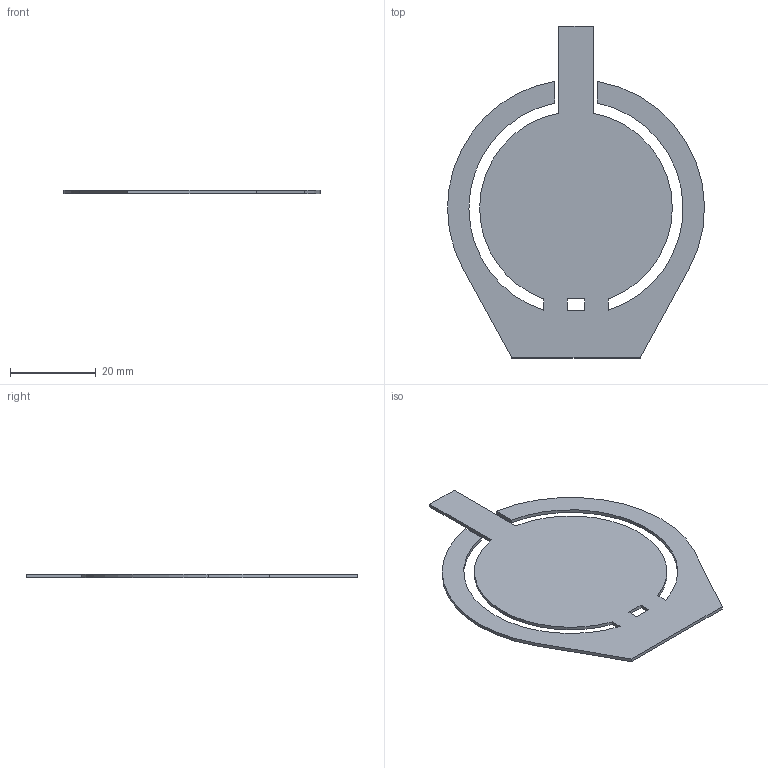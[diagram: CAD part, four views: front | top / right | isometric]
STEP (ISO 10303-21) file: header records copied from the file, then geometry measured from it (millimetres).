
FILE_DESCRIPTION (( 'STEP AP203' ), '1' );
FILE_NAME ('Transdutor_Modelo_3D.STEP', '2024-02-23T12:41:16', ( '' ), ( '' ), 'SwSTEP 2.0', 'SolidWorks 2024', '' );
FILE_SCHEMA (( 'CONFIG_CONTROL_DESIGN' ));
Length unit declared in the file: centimetre
Products named in the file (1): Transdutor_Modelo_3D
Bounding box: 60 x 77.5 x 0.75 mm (x, y, z)
Volume: 2157.3 mm3; surface area: 6110.5 mm2
Topology: 1 solids, 1 shells, 25 faces, 69 edges, 46 vertices
Faces by surface type: plane 16, cylinder 9
Entity records: 882 total; most frequent: CARTESIAN_POINT 141, DIRECTION 139, ORIENTED_EDGE 138, EDGE_CURVE 69, LINE 51, VECTOR 51, VERTEX_POINT 46, AXIS2_PLACEMENT_3D 44
